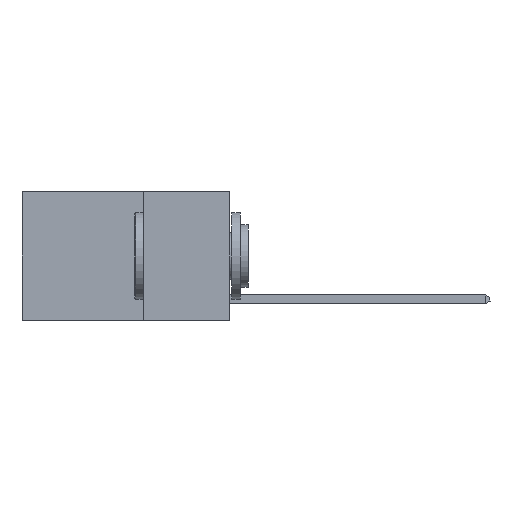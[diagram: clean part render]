
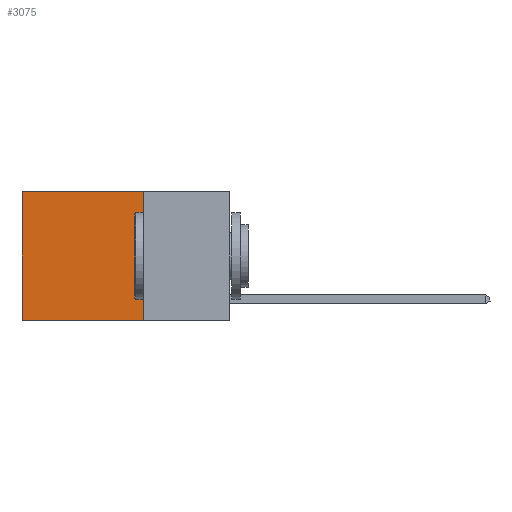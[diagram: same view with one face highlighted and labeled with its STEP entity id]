
A CAD part, left-side view. The second image highlights one B-rep face of the part: STEP entity #3075.
In plain terms, the highlighted planar face has unit normal (-1, 0, 0).
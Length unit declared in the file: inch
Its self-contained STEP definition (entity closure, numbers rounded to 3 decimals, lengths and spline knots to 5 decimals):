
#69 = CARTESIAN_POINT ( 'NONE',  ( 0.2625, 0.25, -0.37 ) ) ;
#1132 = PLANE ( 'NONE',  #13546 ) ;
#1322 = CARTESIAN_POINT ( 'NONE',  ( 0.2625, 0.25, 0. ) ) ;
#1899 = LINE ( 'NONE', #11902, #5810 ) ;
#2162 = DIRECTION ( 'NONE',  ( 0., 0., -1. ) ) ;
#2964 = ORIENTED_EDGE ( 'NONE', *, *, #4973, .F. ) ;
#3075 = ADVANCED_FACE ( 'NONE', ( #10806 ), #1132, .F. ) ;
#3141 = VERTEX_POINT ( 'NONE', #6842 ) ;
#3435 = LINE ( 'NONE', #12821, #5583 ) ;
#3456 = VERTEX_POINT ( 'NONE', #12286 ) ;
#3789 = VECTOR ( 'NONE', #7649, 39.37008 ) ;
#4459 = DIRECTION ( 'NONE',  ( 1., 0., 0. ) ) ;
#4973 = EDGE_CURVE ( 'NONE', #3141, #11138, #6525, .T. ) ;
#4974 = EDGE_CURVE ( 'NONE', #9885, #3456, #3435, .T. ) ;
#5007 = LINE ( 'NONE', #11438, #11952 ) ;
#5469 = ORIENTED_EDGE ( 'NONE', *, *, #11279, .F. ) ;
#5583 = VECTOR ( 'NONE', #10832, 39.37008 ) ;
#5810 = VECTOR ( 'NONE', #2162, 39.37008 ) ;
#6525 = LINE ( 'NONE', #69, #3789 ) ;
#6842 = CARTESIAN_POINT ( 'NONE',  ( 0.2625, 0.25, -0.37 ) ) ;
#7649 = DIRECTION ( 'NONE',  ( 0., 1., 0. ) ) ;
#7698 = DIRECTION ( 'NONE',  ( 0., 0., -1. ) ) ;
#8295 = ORIENTED_EDGE ( 'NONE', *, *, #4974, .T. ) ;
#9121 = CARTESIAN_POINT ( 'NONE',  ( 0.2625, 0.6, -0.37 ) ) ;
#9321 = DIRECTION ( 'NONE',  ( 0., 0., -1. ) ) ;
#9885 = VERTEX_POINT ( 'NONE', #12396 ) ;
#10222 = ORIENTED_EDGE ( 'NONE', *, *, #12625, .T. ) ;
#10806 = FACE_OUTER_BOUND ( 'NONE', #11731, .T. ) ;
#10832 = DIRECTION ( 'NONE',  ( 0., 1., 0. ) ) ;
#11138 = VERTEX_POINT ( 'NONE', #9121 ) ;
#11279 = EDGE_CURVE ( 'NONE', #9885, #3141, #1899, .T. ) ;
#11438 = CARTESIAN_POINT ( 'NONE',  ( 0.2625, 0.6, 0. ) ) ;
#11731 = EDGE_LOOP ( 'NONE', ( #10222, #2964, #5469, #8295 ) ) ;
#11902 = CARTESIAN_POINT ( 'NONE',  ( 0.2625, 0.25, 0. ) ) ;
#11952 = VECTOR ( 'NONE', #9321, 39.37008 ) ;
#12286 = CARTESIAN_POINT ( 'NONE',  ( 0.2625, 0.6, 0. ) ) ;
#12396 = CARTESIAN_POINT ( 'NONE',  ( 0.2625, 0.25, 0. ) ) ;
#12625 = EDGE_CURVE ( 'NONE', #3456, #11138, #5007, .T. ) ;
#12821 = CARTESIAN_POINT ( 'NONE',  ( 0.2625, 0.25, 0. ) ) ;
#13546 = AXIS2_PLACEMENT_3D ( 'NONE', #1322, #4459, #7698 ) ;
